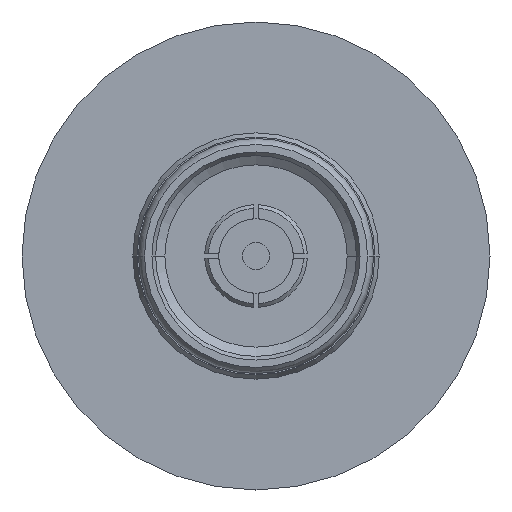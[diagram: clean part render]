
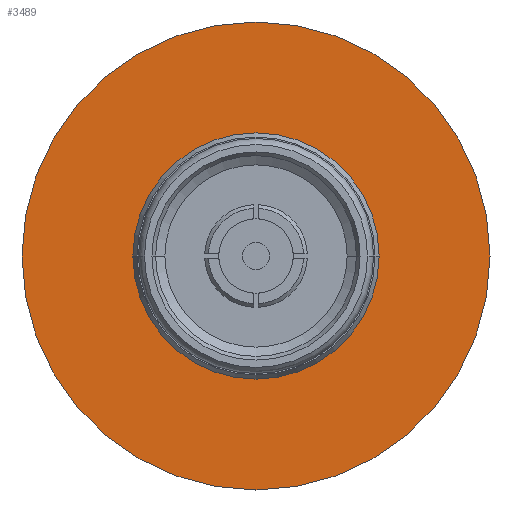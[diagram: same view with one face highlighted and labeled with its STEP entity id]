
A CAD part, left-side view. The second image highlights one B-rep face of the part: STEP entity #3489.
In plain terms, the highlighted planar face has unit normal (-1, 0, 0).
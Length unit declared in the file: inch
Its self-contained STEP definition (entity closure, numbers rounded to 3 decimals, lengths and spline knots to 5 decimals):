
#460 = CIRCLE ( 'NONE', #1986, 0.74803 ) ;
#571 = DIRECTION ( 'NONE',  ( -1., 0., 0. ) ) ;
#1170 = VERTEX_POINT ( 'NONE', #4081 ) ;
#1311 = FACE_OUTER_BOUND ( 'NONE', #4509, .T. ) ;
#1333 = CARTESIAN_POINT ( 'NONE',  ( -0.47448, 0.2022, 0. ) ) ;
#1845 = DIRECTION ( 'NONE',  ( 0., -1., 0. ) ) ;
#1880 = CARTESIAN_POINT ( 'NONE',  ( -0.47448, 0.2022, 0. ) ) ;
#1965 = ORIENTED_EDGE ( 'NONE', *, *, #3736, .T. ) ;
#1986 = AXIS2_PLACEMENT_3D ( 'NONE', #1880, #571, #5192 ) ;
#2123 = CARTESIAN_POINT ( 'NONE',  ( -0.47448, 0.95023, 0. ) ) ;
#2723 = CIRCLE ( 'NONE', #3883, 0.74803 ) ;
#3172 = DIRECTION ( 'NONE',  ( -1., 0., 0. ) ) ;
#3489 = ADVANCED_FACE ( 'NONE', ( #1311 ), #3637, .F. ) ;
#3637 = PLANE ( 'NONE',  #4594 ) ;
#3662 = DIRECTION ( 'NONE',  ( 0., 1., 0. ) ) ;
#3736 = EDGE_CURVE ( 'NONE', #3791, #1170, #460, .T. ) ;
#3791 = VERTEX_POINT ( 'NONE', #2123 ) ;
#3883 = AXIS2_PLACEMENT_3D ( 'NONE', #1333, #3172, #1845 ) ;
#4046 = DIRECTION ( 'NONE',  ( 1., 0., 0. ) ) ;
#4081 = CARTESIAN_POINT ( 'NONE',  ( -0.47448, -0.54583, 0. ) ) ;
#4509 = EDGE_LOOP ( 'NONE', ( #5711, #1965 ) ) ;
#4594 = AXIS2_PLACEMENT_3D ( 'NONE', #5489, #4046, #3662 ) ;
#5192 = DIRECTION ( 'NONE',  ( 0., -1., 0. ) ) ;
#5489 = CARTESIAN_POINT ( 'NONE',  ( -0.47448, 0.7022, 0. ) ) ;
#5520 = EDGE_CURVE ( 'NONE', #1170, #3791, #2723, .T. ) ;
#5711 = ORIENTED_EDGE ( 'NONE', *, *, #5520, .T. ) ;
